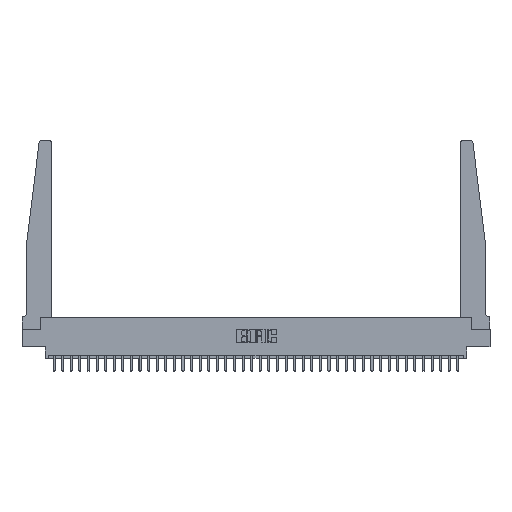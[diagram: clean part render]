
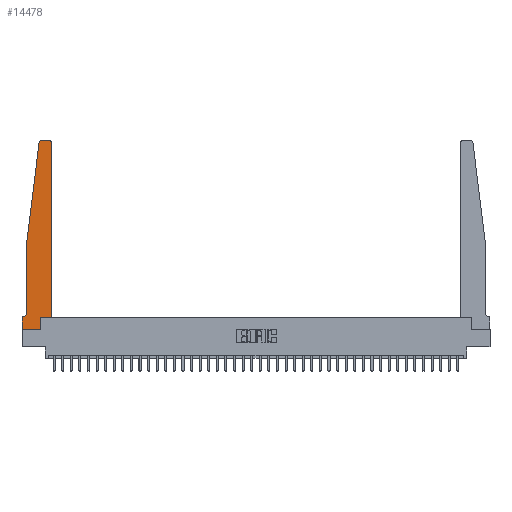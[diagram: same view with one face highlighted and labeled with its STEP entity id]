
A CAD part, top view. The second image highlights one B-rep face of the part: STEP entity #14478.
In plain terms, the highlighted planar face has unit normal (0, 0, 1).
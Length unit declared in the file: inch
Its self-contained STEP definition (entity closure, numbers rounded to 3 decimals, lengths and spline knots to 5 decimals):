
#1278 = VECTOR ( 'NONE', #15160, 39.37008 ) ;
#1476 = CARTESIAN_POINT ( 'NONE',  ( 0.065, 0.2375, 0.37 ) ) ;
#2745 = ORIENTED_EDGE ( 'NONE', *, *, #34449, .T. ) ;
#2829 = LINE ( 'NONE', #13960, #16612 ) ;
#3155 = CARTESIAN_POINT ( 'NONE',  ( 0.2605, 0.18, 0.37 ) ) ;
#3301 = DIRECTION ( 'NONE',  ( 0., 0., 1. ) ) ;
#3424 = AXIS2_PLACEMENT_3D ( 'NONE', #20892, #6850, #4292 ) ;
#4006 = CARTESIAN_POINT ( 'NONE',  ( 0., 0., 0.37 ) ) ;
#4292 = DIRECTION ( 'NONE',  ( -1., 0., 0. ) ) ;
#4725 = LINE ( 'NONE', #4006, #19208 ) ;
#4959 = DIRECTION ( 'NONE',  ( -0.122, -0.992, 0. ) ) ;
#5248 = EDGE_CURVE ( 'NONE', #14223, #16592, #2829, .T. ) ;
#5341 = CARTESIAN_POINT ( 'NONE',  ( 0.425, 0.18, 0.37 ) ) ;
#5459 = VECTOR ( 'NONE', #30467, 39.37008 ) ;
#5607 = CARTESIAN_POINT ( 'NONE',  ( 0.24675, 2.72367, 0.37 ) ) ;
#6850 = DIRECTION ( 'NONE',  ( 0., 0., -1. ) ) ;
#6965 = CARTESIAN_POINT ( 'NONE',  ( 0.065, 1.25, 0.37 ) ) ;
#7334 = VECTOR ( 'NONE', #16674, 39.37008 ) ;
#7587 = CARTESIAN_POINT ( 'NONE',  ( 0., 0.1875, 0.37 ) ) ;
#7755 = VERTEX_POINT ( 'NONE', #15548 ) ;
#7947 = PLANE ( 'NONE',  #10146 ) ;
#8463 = LINE ( 'NONE', #3155, #7334 ) ;
#8746 = ORIENTED_EDGE ( 'NONE', *, *, #24027, .T. ) ;
#8780 = VERTEX_POINT ( 'NONE', #21957 ) ;
#8890 = CARTESIAN_POINT ( 'NONE',  ( 0.065, 1.25, 0.37 ) ) ;
#9729 = ORIENTED_EDGE ( 'NONE', *, *, #14885, .T. ) ;
#10051 = VECTOR ( 'NONE', #13729, 39.37008 ) ;
#10131 = VERTEX_POINT ( 'NONE', #29503 ) ;
#10146 = AXIS2_PLACEMENT_3D ( 'NONE', #7587, #13248, #30028 ) ;
#10238 = ORIENTED_EDGE ( 'NONE', *, *, #29132, .T. ) ;
#10759 = VERTEX_POINT ( 'NONE', #16807 ) ;
#11164 = VECTOR ( 'NONE', #16696, 39.37008 ) ;
#11178 = ORIENTED_EDGE ( 'NONE', *, *, #18167, .T. ) ;
#11517 = EDGE_CURVE ( 'NONE', #22213, #12147, #18947, .T. ) ;
#11952 = CARTESIAN_POINT ( 'NONE',  ( 0.065, 0.1875, 0.37 ) ) ;
#12147 = VERTEX_POINT ( 'NONE', #25210 ) ;
#12973 = LINE ( 'NONE', #6965, #15091 ) ;
#13010 = VERTEX_POINT ( 'NONE', #22028 ) ;
#13149 = CARTESIAN_POINT ( 'NONE',  ( 0.27653, 2.72, 0.37 ) ) ;
#13248 = DIRECTION ( 'NONE',  ( 0., 0., 1. ) ) ;
#13573 = EDGE_CURVE ( 'NONE', #8780, #13010, #35907, .T. ) ;
#13729 = DIRECTION ( 'NONE',  ( 0., 1., 0. ) ) ;
#13960 = CARTESIAN_POINT ( 'NONE',  ( 0.065, 1.25, 0.37 ) ) ;
#14223 = VERTEX_POINT ( 'NONE', #8890 ) ;
#14436 = DIRECTION ( 'NONE',  ( 1., 0., 0. ) ) ;
#14478 = ADVANCED_FACE ( 'NONE', ( #32740 ), #7947, .T. ) ;
#14885 = EDGE_CURVE ( 'NONE', #10759, #16076, #17800, .T. ) ;
#14905 = ORIENTED_EDGE ( 'NONE', *, *, #16467, .T. ) ;
#15091 = VECTOR ( 'NONE', #4959, 39.37008 ) ;
#15137 = DIRECTION ( 'NONE',  ( 0., -1., 0. ) ) ;
#15160 = DIRECTION ( 'NONE',  ( -1., 0., 0. ) ) ;
#15548 = CARTESIAN_POINT ( 'NONE',  ( 0.425, 2.72, 0.37 ) ) ;
#15699 = CARTESIAN_POINT ( 'NONE',  ( 0.25, 2.75, 0.37 ) ) ;
#16076 = VERTEX_POINT ( 'NONE', #28517 ) ;
#16467 = EDGE_CURVE ( 'NONE', #7755, #33016, #22985, .T. ) ;
#16592 = VERTEX_POINT ( 'NONE', #1476 ) ;
#16612 = VECTOR ( 'NONE', #22357, 39.37008 ) ;
#16674 = DIRECTION ( 'NONE',  ( 0., 1., 0. ) ) ;
#16696 = DIRECTION ( 'NONE',  ( 1., 0., 0. ) ) ;
#16807 = CARTESIAN_POINT ( 'NONE',  ( 0.015, 0.1875, 0.37 ) ) ;
#17800 = LINE ( 'NONE', #11952, #28210 ) ;
#18167 = EDGE_CURVE ( 'NONE', #10131, #18618, #35582, .T. ) ;
#18618 = VERTEX_POINT ( 'NONE', #5607 ) ;
#18620 = DIRECTION ( 'NONE',  ( 1., 0., 0. ) ) ;
#18636 = CARTESIAN_POINT ( 'NONE',  ( 0., 0., 0.37 ) ) ;
#18947 = LINE ( 'NONE', #30054, #11164 ) ;
#19208 = VECTOR ( 'NONE', #15137, 39.37008 ) ;
#20500 = CARTESIAN_POINT ( 'NONE',  ( 0.2605, 0.18, 0.37 ) ) ;
#20892 = CARTESIAN_POINT ( 'NONE',  ( 0.015, 0.2375, 0.37 ) ) ;
#21203 = CARTESIAN_POINT ( 'NONE',  ( 0.395, 2.75, 0.37 ) ) ;
#21957 = CARTESIAN_POINT ( 'NONE',  ( 0., 0., 0.37 ) ) ;
#22028 = CARTESIAN_POINT ( 'NONE',  ( 0.2605, 0., 0.37 ) ) ;
#22213 = VERTEX_POINT ( 'NONE', #20500 ) ;
#22357 = DIRECTION ( 'NONE',  ( 0., -1., 0. ) ) ;
#22985 = CIRCLE ( 'NONE', #23554, 0.03 ) ;
#23028 = ORIENTED_EDGE ( 'NONE', *, *, #5248, .T. ) ;
#23080 = DIRECTION ( 'NONE',  ( -1., 0., 0. ) ) ;
#23541 = LINE ( 'NONE', #15699, #1278 ) ;
#23554 = AXIS2_PLACEMENT_3D ( 'NONE', #28300, #3301, #14436 ) ;
#24027 = EDGE_CURVE ( 'NONE', #18618, #14223, #12973, .T. ) ;
#24189 = ORIENTED_EDGE ( 'NONE', *, *, #24401, .T. ) ;
#24401 = EDGE_CURVE ( 'NONE', #16076, #8780, #4725, .T. ) ;
#25210 = CARTESIAN_POINT ( 'NONE',  ( 0.425, 0.18, 0.37 ) ) ;
#25248 = ORIENTED_EDGE ( 'NONE', *, *, #32674, .T. ) ;
#26144 = ORIENTED_EDGE ( 'NONE', *, *, #11517, .T. ) ;
#26154 = CIRCLE ( 'NONE', #3424, 0.05 ) ;
#26290 = AXIS2_PLACEMENT_3D ( 'NONE', #13149, #35540, #18620 ) ;
#27046 = EDGE_LOOP ( 'NONE', ( #10238, #11178, #8746, #23028, #2745, #9729, #24189, #31785, #25248, #26144, #35949, #14905 ) ) ;
#27574 = LINE ( 'NONE', #5341, #10051 ) ;
#28210 = VECTOR ( 'NONE', #23080, 39.37008 ) ;
#28300 = CARTESIAN_POINT ( 'NONE',  ( 0.395, 2.72, 0.37 ) ) ;
#28517 = CARTESIAN_POINT ( 'NONE',  ( 0., 0.1875, 0.37 ) ) ;
#29132 = EDGE_CURVE ( 'NONE', #33016, #10131, #23541, .T. ) ;
#29503 = CARTESIAN_POINT ( 'NONE',  ( 0.27653, 2.75, 0.37 ) ) ;
#30028 = DIRECTION ( 'NONE',  ( 1., 0., 0. ) ) ;
#30054 = CARTESIAN_POINT ( 'NONE',  ( 0.425, 0.18, 0.37 ) ) ;
#30145 = EDGE_CURVE ( 'NONE', #12147, #7755, #27574, .T. ) ;
#30467 = DIRECTION ( 'NONE',  ( 1., 0., 0. ) ) ;
#31785 = ORIENTED_EDGE ( 'NONE', *, *, #13573, .T. ) ;
#32674 = EDGE_CURVE ( 'NONE', #13010, #22213, #8463, .T. ) ;
#32740 = FACE_OUTER_BOUND ( 'NONE', #27046, .T. ) ;
#33016 = VERTEX_POINT ( 'NONE', #21203 ) ;
#34449 = EDGE_CURVE ( 'NONE', #16592, #10759, #26154, .T. ) ;
#35540 = DIRECTION ( 'NONE',  ( 0., 0., 1. ) ) ;
#35582 = CIRCLE ( 'NONE', #26290, 0.03 ) ;
#35907 = LINE ( 'NONE', #18636, #5459 ) ;
#35949 = ORIENTED_EDGE ( 'NONE', *, *, #30145, .T. ) ;
